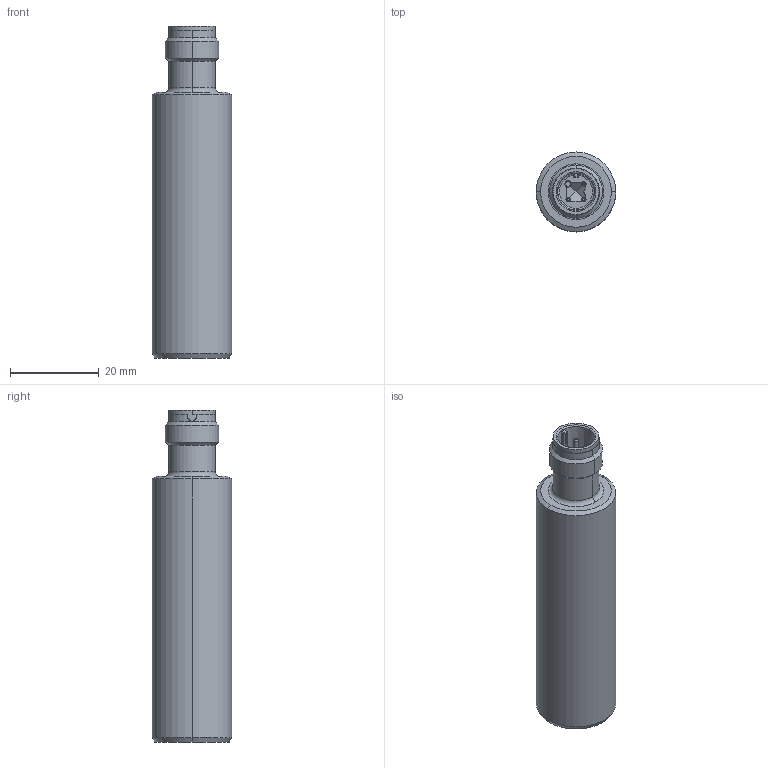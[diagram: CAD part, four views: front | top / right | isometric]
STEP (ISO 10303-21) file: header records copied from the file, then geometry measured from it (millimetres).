
FILE_DESCRIPTION((''),'2;1');
FILE_NAME('DM_CAD-5803_SW0001','2018-08-22T',('creinig-se'),(''),'PRO/ENGINEER BY PARAMETRIC TECHNOLOGY CORPORATION, 2015440','PRO/ENGINEER BY PARAMETRIC TECHNOLOGY CORPORATION, 2015440','');
FILE_SCHEMA(('CONFIG_CONTROL_DESIGN'));
Length unit declared in the file: millimetre
Products named in the file (1): DM_CAD-5803_SW0001
Bounding box: 18 x 18 x 75 mm (x, y, z)
Volume: 16075.3 mm3; surface area: 5618.7 mm2
Topology: 1 solids, 1 shells, 108 faces, 330 edges, 270 vertices
Faces by surface type: cylinder 36, plane 35, cone 20, torus 9, sphere 6, bspline 2
Entity records: 4355 total; most frequent: CARTESIAN_POINT 981, DIRECTION 636, ORIENTED_EDGE 546, EDGE_CURVE 273, AXIS2_PLACEMENT_3D 243, VERTEX_POINT 168, VECTOR 150, LINE 150
